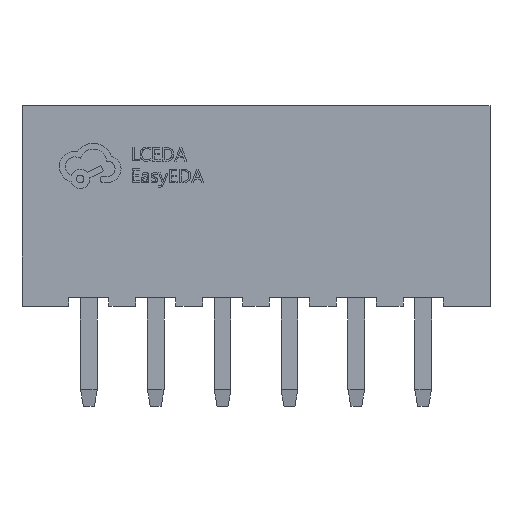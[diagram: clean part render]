
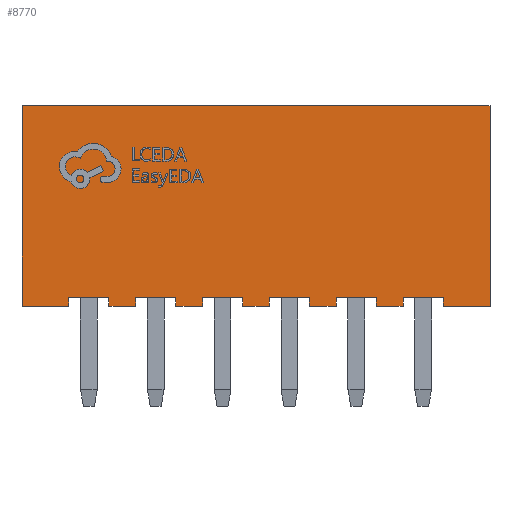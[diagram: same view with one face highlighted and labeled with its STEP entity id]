
A CAD part, front view. The second image highlights one B-rep face of the part: STEP entity #8770.
In plain terms, the highlighted planar face has unit normal (0, -1, 0).
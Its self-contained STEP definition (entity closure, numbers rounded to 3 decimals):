
#446=FACE_OUTER_BOUND('',#932,.T.);
#932=EDGE_LOOP('',(#5743,#5744,#5745,#5746,#5747,#5748,#5749,#5750,#5751,
#5752,#5753,#5754,#5755,#5756,#5757,#5758,#5759,#5760,#5761,#5762,#5763,
#5764,#5765,#5766,#5767,#5768,#5769,#5770));
#1493=LINE('',#11840,#2494);
#1496=LINE('',#11846,#2497);
#1500=LINE('',#11855,#2501);
#1519=LINE('',#11892,#2520);
#1568=LINE('',#12148,#2569);
#1597=LINE('',#12204,#2598);
#1604=LINE('',#12218,#2605);
#1611=LINE('',#12232,#2612);
#1618=LINE('',#12246,#2619);
#1625=LINE('',#12260,#2626);
#1632=LINE('',#12274,#2633);
#1637=LINE('',#12286,#2638);
#1641=LINE('',#12293,#2642);
#1644=LINE('',#12299,#2645);
#1647=LINE('',#12305,#2648);
#1649=LINE('',#12310,#2650);
#1652=LINE('',#12314,#2653);
#1653=LINE('',#12315,#2654);
#1654=LINE('',#12316,#2655);
#1655=LINE('',#12317,#2656);
#1656=LINE('',#12318,#2657);
#1657=LINE('',#12319,#2658);
#1658=LINE('',#12320,#2659);
#1659=LINE('',#12321,#2660);
#1660=LINE('',#12322,#2661);
#1661=LINE('',#12323,#2662);
#1662=LINE('',#12324,#2663);
#1663=LINE('',#12325,#2664);
#2494=VECTOR('',#9837,1.);
#2497=VECTOR('',#9842,1.);
#2501=VECTOR('',#9848,1.);
#2520=VECTOR('',#9871,1.);
#2569=VECTOR('',#9924,1.);
#2598=VECTOR('',#9957,1.);
#2605=VECTOR('',#9966,1.);
#2612=VECTOR('',#9975,1.);
#2619=VECTOR('',#9984,1.);
#2626=VECTOR('',#9993,1.);
#2633=VECTOR('',#10002,1.);
#2638=VECTOR('',#10009,1.);
#2642=VECTOR('',#10015,1.);
#2645=VECTOR('',#10020,1.);
#2648=VECTOR('',#10025,1.);
#2650=VECTOR('',#10029,1.);
#2653=VECTOR('',#10034,1.);
#2654=VECTOR('',#10035,1.);
#2655=VECTOR('',#10036,1.);
#2656=VECTOR('',#10037,1.);
#2657=VECTOR('',#10038,1.);
#2658=VECTOR('',#10039,1.);
#2659=VECTOR('',#10040,1.);
#2660=VECTOR('',#10041,1.);
#2661=VECTOR('',#10042,1.);
#2662=VECTOR('',#10043,1.);
#2663=VECTOR('',#10044,1.);
#2664=VECTOR('',#10045,1.);
#3480=VERTEX_POINT('',#11823);
#3487=VERTEX_POINT('',#11838);
#3489=VERTEX_POINT('',#11844);
#3493=VERTEX_POINT('',#11854);
#3509=VERTEX_POINT('',#11891);
#3561=VERTEX_POINT('',#12147);
#3585=VERTEX_POINT('',#12200);
#3586=VERTEX_POINT('',#12202);
#3591=VERTEX_POINT('',#12214);
#3592=VERTEX_POINT('',#12216);
#3597=VERTEX_POINT('',#12228);
#3598=VERTEX_POINT('',#12230);
#3603=VERTEX_POINT('',#12242);
#3604=VERTEX_POINT('',#12244);
#3609=VERTEX_POINT('',#12256);
#3610=VERTEX_POINT('',#12258);
#3615=VERTEX_POINT('',#12270);
#3616=VERTEX_POINT('',#12272);
#3621=VERTEX_POINT('',#12284);
#3622=VERTEX_POINT('',#12285);
#3623=VERTEX_POINT('',#12290);
#3624=VERTEX_POINT('',#12292);
#3625=VERTEX_POINT('',#12296);
#3626=VERTEX_POINT('',#12298);
#3627=VERTEX_POINT('',#12302);
#3628=VERTEX_POINT('',#12304);
#3629=VERTEX_POINT('',#12308);
#3630=VERTEX_POINT('',#12309);
#4301=EDGE_CURVE('',#3487,#3480,#1493,.T.);
#4304=EDGE_CURVE('',#3489,#3487,#1496,.T.);
#4308=EDGE_CURVE('',#3480,#3493,#1500,.T.);
#4327=EDGE_CURVE('',#3493,#3509,#1519,.T.);
#4386=EDGE_CURVE('',#3509,#3561,#1568,.T.);
#4415=EDGE_CURVE('',#3586,#3585,#1597,.T.);
#4422=EDGE_CURVE('',#3592,#3591,#1604,.T.);
#4429=EDGE_CURVE('',#3598,#3597,#1611,.T.);
#4436=EDGE_CURVE('',#3604,#3603,#1618,.T.);
#4443=EDGE_CURVE('',#3610,#3609,#1625,.T.);
#4450=EDGE_CURVE('',#3616,#3615,#1632,.T.);
#4455=EDGE_CURVE('',#3621,#3622,#1637,.T.);
#4459=EDGE_CURVE('',#3623,#3624,#1641,.T.);
#4462=EDGE_CURVE('',#3625,#3626,#1644,.T.);
#4465=EDGE_CURVE('',#3627,#3628,#1647,.T.);
#4467=EDGE_CURVE('',#3629,#3630,#1649,.T.);
#4470=EDGE_CURVE('',#3603,#3623,#1652,.T.);
#4471=EDGE_CURVE('',#3604,#3561,#1653,.T.);
#4472=EDGE_CURVE('',#3585,#3489,#1654,.T.);
#4473=EDGE_CURVE('',#3586,#3622,#1655,.T.);
#4474=EDGE_CURVE('',#3591,#3621,#1656,.T.);
#4475=EDGE_CURVE('',#3592,#3630,#1657,.T.);
#4476=EDGE_CURVE('',#3597,#3629,#1658,.T.);
#4477=EDGE_CURVE('',#3598,#3628,#1659,.T.);
#4478=EDGE_CURVE('',#3615,#3627,#1660,.T.);
#4479=EDGE_CURVE('',#3616,#3626,#1661,.T.);
#4480=EDGE_CURVE('',#3609,#3625,#1662,.T.);
#4481=EDGE_CURVE('',#3610,#3624,#1663,.T.);
#5743=ORIENTED_EDGE('',*,*,#4459,.F.);
#5744=ORIENTED_EDGE('',*,*,#4470,.F.);
#5745=ORIENTED_EDGE('',*,*,#4436,.F.);
#5746=ORIENTED_EDGE('',*,*,#4471,.T.);
#5747=ORIENTED_EDGE('',*,*,#4386,.F.);
#5748=ORIENTED_EDGE('',*,*,#4327,.F.);
#5749=ORIENTED_EDGE('',*,*,#4308,.F.);
#5750=ORIENTED_EDGE('',*,*,#4301,.F.);
#5751=ORIENTED_EDGE('',*,*,#4304,.F.);
#5752=ORIENTED_EDGE('',*,*,#4472,.F.);
#5753=ORIENTED_EDGE('',*,*,#4415,.F.);
#5754=ORIENTED_EDGE('',*,*,#4473,.T.);
#5755=ORIENTED_EDGE('',*,*,#4455,.F.);
#5756=ORIENTED_EDGE('',*,*,#4474,.F.);
#5757=ORIENTED_EDGE('',*,*,#4422,.F.);
#5758=ORIENTED_EDGE('',*,*,#4475,.T.);
#5759=ORIENTED_EDGE('',*,*,#4467,.F.);
#5760=ORIENTED_EDGE('',*,*,#4476,.F.);
#5761=ORIENTED_EDGE('',*,*,#4429,.F.);
#5762=ORIENTED_EDGE('',*,*,#4477,.T.);
#5763=ORIENTED_EDGE('',*,*,#4465,.F.);
#5764=ORIENTED_EDGE('',*,*,#4478,.F.);
#5765=ORIENTED_EDGE('',*,*,#4450,.F.);
#5766=ORIENTED_EDGE('',*,*,#4479,.T.);
#5767=ORIENTED_EDGE('',*,*,#4462,.F.);
#5768=ORIENTED_EDGE('',*,*,#4480,.F.);
#5769=ORIENTED_EDGE('',*,*,#4443,.F.);
#5770=ORIENTED_EDGE('',*,*,#4481,.T.);
#7931=PLANE('',#9282);
#8770=ADVANCED_FACE('',(#446),#7931,.F.);
#9282=AXIS2_PLACEMENT_3D('',#12313,#10032,#10033);
#9837=DIRECTION('',(0.,0.,1.));
#9842=DIRECTION('',(-1.,0.,0.));
#9848=DIRECTION('',(1.,0.,0.));
#9871=DIRECTION('',(0.,0.,-1.));
#9924=DIRECTION('',(-1.,0.,0.));
#9957=DIRECTION('',(-1.,0.,0.));
#9966=DIRECTION('',(-1.,0.,0.));
#9975=DIRECTION('',(-1.,0.,0.));
#9984=DIRECTION('',(-1.,0.,0.));
#9993=DIRECTION('',(-1.,0.,0.));
#10002=DIRECTION('',(-1.,0.,0.));
#10009=DIRECTION('',(-1.,0.,0.));
#10015=DIRECTION('',(-1.,0.,0.));
#10020=DIRECTION('',(-1.,0.,0.));
#10025=DIRECTION('',(-1.,0.,0.));
#10029=DIRECTION('',(-1.,0.,0.));
#10032=DIRECTION('center_axis',(0.,1.,0.));
#10033=DIRECTION('ref_axis',(-1.,0.,0.));
#10034=DIRECTION('',(0.,0.,-1.));
#10035=DIRECTION('',(0.,0.,-1.));
#10036=DIRECTION('',(0.,0.,-1.));
#10037=DIRECTION('',(0.,0.,-1.));
#10038=DIRECTION('',(0.,0.,-1.));
#10039=DIRECTION('',(0.,0.,-1.));
#10040=DIRECTION('',(0.,0.,-1.));
#10041=DIRECTION('',(0.,0.,-1.));
#10042=DIRECTION('',(0.,0.,-1.));
#10043=DIRECTION('',(0.,0.,-1.));
#10044=DIRECTION('',(0.,0.,-1.));
#10045=DIRECTION('',(0.,0.,-1.));
#11823=CARTESIAN_POINT('',(-7.,-2.985,6.));
#11838=CARTESIAN_POINT('',(-7.,-2.985,0.));
#11840=CARTESIAN_POINT('',(-7.,-2.985,6.));
#11844=CARTESIAN_POINT('',(-5.6,-2.985,0.));
#11846=CARTESIAN_POINT('',(7.,-2.985,0.));
#11854=CARTESIAN_POINT('',(7.,-2.985,6.));
#11855=CARTESIAN_POINT('',(7.,-2.985,6.));
#11891=CARTESIAN_POINT('',(7.,-2.985,0.));
#11892=CARTESIAN_POINT('',(7.,-2.985,6.));
#12147=CARTESIAN_POINT('',(5.6,-2.985,0.));
#12148=CARTESIAN_POINT('',(7.,-2.985,0.));
#12200=CARTESIAN_POINT('',(-5.6,-2.985,0.25));
#12202=CARTESIAN_POINT('',(-4.4,-2.985,0.25));
#12204=CARTESIAN_POINT('',(-4.4,-2.985,0.25));
#12214=CARTESIAN_POINT('',(-3.6,-2.985,0.25));
#12216=CARTESIAN_POINT('',(-2.4,-2.985,0.25));
#12218=CARTESIAN_POINT('',(-2.4,-2.985,0.25));
#12228=CARTESIAN_POINT('',(-1.6,-2.985,0.25));
#12230=CARTESIAN_POINT('',(-0.4,-2.985,0.25));
#12232=CARTESIAN_POINT('',(-0.4,-2.985,0.25));
#12242=CARTESIAN_POINT('',(4.4,-2.985,0.25));
#12244=CARTESIAN_POINT('',(5.6,-2.985,0.25));
#12246=CARTESIAN_POINT('',(5.6,-2.985,0.25));
#12256=CARTESIAN_POINT('',(2.4,-2.985,0.25));
#12258=CARTESIAN_POINT('',(3.6,-2.985,0.25));
#12260=CARTESIAN_POINT('',(3.6,-2.985,0.25));
#12270=CARTESIAN_POINT('',(0.4,-2.985,0.25));
#12272=CARTESIAN_POINT('',(1.6,-2.985,0.25));
#12274=CARTESIAN_POINT('',(1.6,-2.985,0.25));
#12284=CARTESIAN_POINT('',(-3.6,-2.985,0.));
#12285=CARTESIAN_POINT('',(-4.4,-2.985,0.));
#12286=CARTESIAN_POINT('',(7.,-2.985,0.));
#12290=CARTESIAN_POINT('',(4.4,-2.985,0.));
#12292=CARTESIAN_POINT('',(3.6,-2.985,0.));
#12293=CARTESIAN_POINT('',(7.,-2.985,0.));
#12296=CARTESIAN_POINT('',(2.4,-2.985,0.));
#12298=CARTESIAN_POINT('',(1.6,-2.985,0.));
#12299=CARTESIAN_POINT('',(7.,-2.985,0.));
#12302=CARTESIAN_POINT('',(0.4,-2.985,0.));
#12304=CARTESIAN_POINT('',(-0.4,-2.985,0.));
#12305=CARTESIAN_POINT('',(7.,-2.985,0.));
#12308=CARTESIAN_POINT('',(-1.6,-2.985,0.));
#12309=CARTESIAN_POINT('',(-2.4,-2.985,0.));
#12310=CARTESIAN_POINT('',(7.,-2.985,0.));
#12313=CARTESIAN_POINT('Origin',(0.,-2.985,3.));
#12314=CARTESIAN_POINT('',(4.4,-2.985,0.25));
#12315=CARTESIAN_POINT('',(5.6,-2.985,0.25));
#12316=CARTESIAN_POINT('',(-5.6,-2.985,0.25));
#12317=CARTESIAN_POINT('',(-4.4,-2.985,0.25));
#12318=CARTESIAN_POINT('',(-3.6,-2.985,0.25));
#12319=CARTESIAN_POINT('',(-2.4,-2.985,0.25));
#12320=CARTESIAN_POINT('',(-1.6,-2.985,0.25));
#12321=CARTESIAN_POINT('',(-0.4,-2.985,0.25));
#12322=CARTESIAN_POINT('',(0.4,-2.985,0.25));
#12323=CARTESIAN_POINT('',(1.6,-2.985,0.25));
#12324=CARTESIAN_POINT('',(2.4,-2.985,0.25));
#12325=CARTESIAN_POINT('',(3.6,-2.985,0.25));
